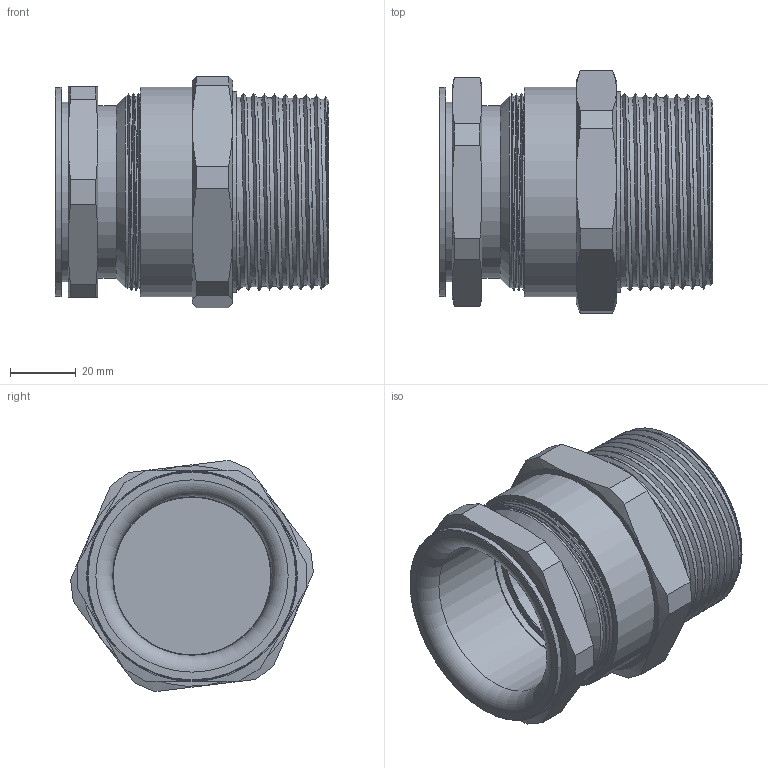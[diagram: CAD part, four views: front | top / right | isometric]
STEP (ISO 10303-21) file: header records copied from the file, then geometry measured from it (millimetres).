
FILE_DESCRIPTION(/* description */ ('ADE-1F2 NPT 2" Gr. 11','CAx-IF Rec.Pracs.---Representation and Presentation of Product Manufacturing Information (PMI)---3.8---2014-02-18'),/* implementation_level */ '2;1');
FILE_NAME(/* name */ '00809294V1-RST.stp',/* time_stamp */ '2024-04-09T09:33:12+02:00',/* author */ ('sl'),/* organization */ (''),/* preprocessor_version */ 'ST-DEVELOPER v16.5',/* originating_system */ 'Autodesk Inventor 2017',/* authorisation */ '');
FILE_SCHEMA (('AP242_MANAGED_MODEL_BASED_3D_ENGINEERING_MIM_LF { 1 0 10303 442 1 1 4 }'));
Length unit declared in the file: millimetre
Products named in the file (5): 00809294V1; 00809294V1_1; 00809294V1_2; 00809294V1_3; 00809294V1_4
Assembly tree (4 placements, depth 2):
  00809294V1
    00809294V1_1
    00809294V1_2
    00809294V1_3
    00809294V1_4
Bounding box: 83.05 x 73.72 x 70.23 mm (x, y, z)
Volume: 92425.1 mm3; surface area: 59554.7 mm2
Topology: 4 solids, 4 shells, 137 faces, 304 edges, 190 vertices
Faces by surface type: plane 50, cone 35, cylinder 34, torus 10, bspline 8
Full cylindrical faces by diameter (mm): 47.84 x1, 48.12 x1, 48.23 x1, 48.4 x1, 48.52 x1, 49.73 x1, 52 x1, 52.19 x1, 52.5 x1, 54.34 x1, 54.41 x1, 58.1 x1, 58.17 x8, 58.238 x5, 58.34 x2, 60.9 x1, 63.47 x1, 63.67 x1
Entity records: 8310 total; most frequent: CARTESIAN_POINT 5909, DIRECTION 455, ORIENTED_EDGE 432, EDGE_CURVE 216, AXIS2_PLACEMENT_3D 214, EDGE_LOOP 180, VERTEX_POINT 154, FACE_OUTER_BOUND 122
